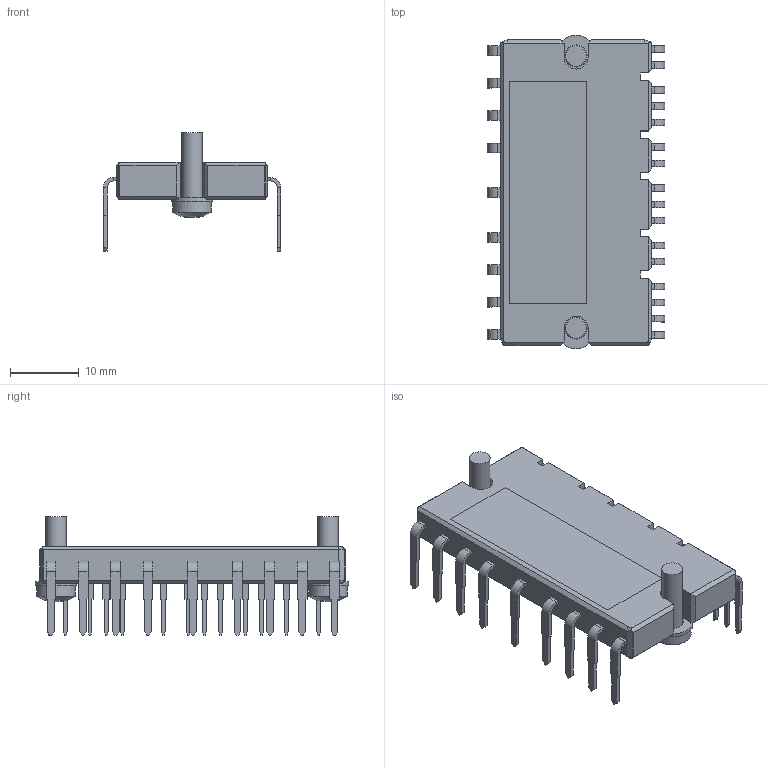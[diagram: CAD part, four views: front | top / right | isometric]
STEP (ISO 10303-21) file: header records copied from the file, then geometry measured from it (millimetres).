
FILE_DESCRIPTION(('FreeCAD Model'),'2;1');
FILE_NAME('ST_SDIP-25L_W25.23mm_L41.2mm.step','2020-06-01T04:44:12',(''),(''), 'Open CASCADE STEP processor 7.3','FreeCAD','Unknown');
FILE_SCHEMA(('AUTOMOTIVE_DESIGN { 1 0 10303 214 1 1 1 1 }'));
Length unit declared in the file: millimetre
Products named in the file (1): M3-Washer001_sp
Bounding box: 25.75 x 45.5 x 17.2 mm (x, y, z)
Volume: 5797.4 mm3; surface area: 4858.5 mm2
Topology: 31 solids, 31 shells, 654 faces, 1532 edges, 940 vertices
Faces by surface type: plane 572, cylinder 60, cone 10, bspline 8, revolution 2, sphere 2
Full cylindrical faces by diameter (mm): 3 x2, 3.2 x2, 5.6 x2, 6 x2
Entity records: 27093 total; most frequent: CARTESIAN_POINT 7567, ORIENTED_EDGE 3060, DIRECTION 3024, EDGE_CURVE 1530, LINE 1284, VECTOR 1284, VERTEX_POINT 940, AXIS2_PLACEMENT_3D 869
